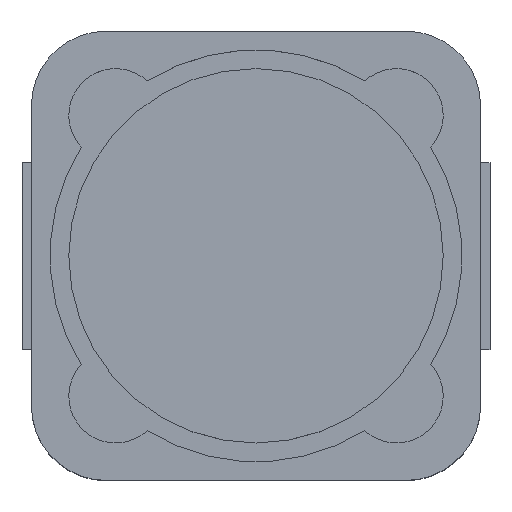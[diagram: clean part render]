
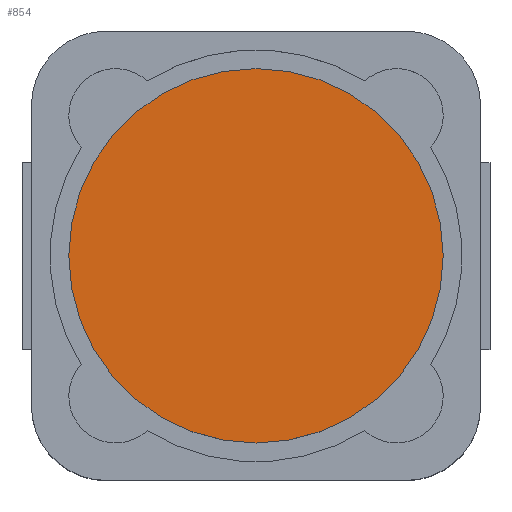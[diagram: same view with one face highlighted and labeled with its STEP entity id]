
A CAD part, top view. The second image highlights one B-rep face of the part: STEP entity #854.
In plain terms, the highlighted planar face has unit normal (0, 0, 1).
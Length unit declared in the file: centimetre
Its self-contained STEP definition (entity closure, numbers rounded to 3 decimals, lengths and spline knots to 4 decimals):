
#43=CIRCLE($,#916,0.5);
#101=FACE_OUTER_BOUND($,#150,.T.);
#150=EDGE_LOOP($,(#612));
#372=VERTEX_POINT($,#1327);
#464=EDGE_CURVE($,#372,#372,#43,.T.);
#612=ORIENTED_EDGE($,*,*,#464,.F.);
#824=PLANE($,#915);
#854=ADVANCED_FACE($,(#101),#824,.T.);
#915=AXIS2_PLACEMENT_3D($,#1326,#1049,#1050);
#916=AXIS2_PLACEMENT_3D($,#1328,#1051,#1052);
#1049=DIRECTION('center_axis',(0.,0.,1.));
#1050=DIRECTION('ref_axis',(1.,0.,0.));
#1051=DIRECTION('center_axis',(0.,0.,-1.));
#1052=DIRECTION('ref_axis',(1.,0.,0.));
#1326=CARTESIAN_POINT('Origin',(0.,0.,
0.6));
#1327=CARTESIAN_POINT('',(0.5,0.,0.6));
#1328=CARTESIAN_POINT('Origin',(0.,0.,
0.6));
